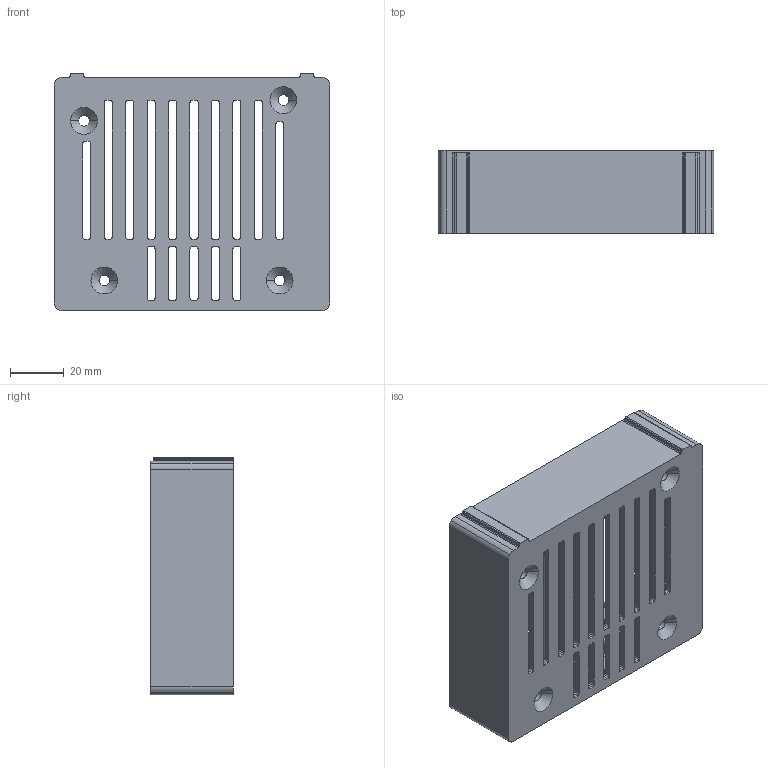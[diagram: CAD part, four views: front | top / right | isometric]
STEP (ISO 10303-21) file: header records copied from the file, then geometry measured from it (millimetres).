
FILE_DESCRIPTION(('STEP AP214'),'1');
FILE_NAME('back_LP785060.stp','2025-11-10T19:13:43',(' '),(' '),'Spatial InterOp 3D',' ',' ');
FILE_SCHEMA(('AUTOMOTIVE_DESIGN { 1 0 10303 214 1 1 1 1 }'));
Length unit declared in the file: millimetre
Products named in the file (1): back_LP785060
Bounding box: 102.6 x 30.93 x 88.6 mm (x, y, z)
Volume: 67471.7 mm3; surface area: 41653.7 mm2
Topology: 1 solids, 1 shells, 994 faces, 2721 edges, 1666 vertices
Faces by surface type: cylinder 509, plane 252, torus 87, bspline 55, extrusion 48, sphere 27, cone 16
Entity records: 50679 total; most frequent: CARTESIAN_POINT 25700, ORIENTED_EDGE 5304, DIRECTION 5259, EDGE_CURVE 2652, AXIS2_PLACEMENT_3D 1958, VERTEX_POINT 1666, VECTOR 1343, LINE 1295
